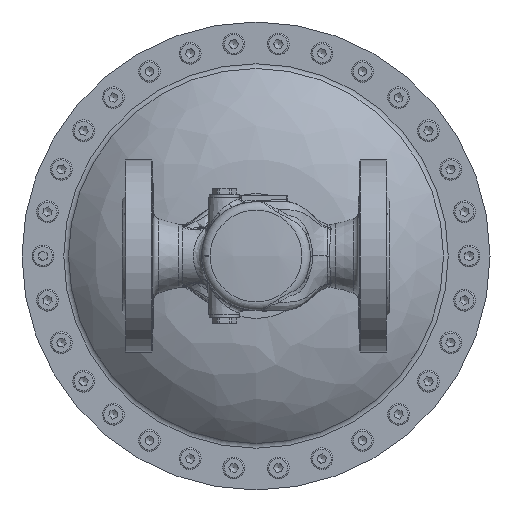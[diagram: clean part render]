
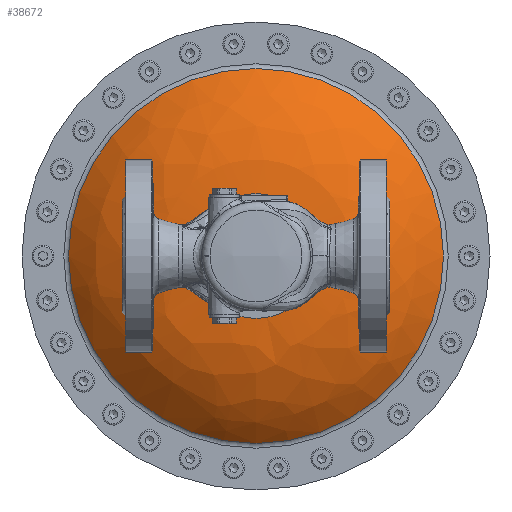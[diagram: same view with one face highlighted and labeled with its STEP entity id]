
A CAD part, front view. The second image highlights one B-rep face of the part: STEP entity #38672.
In plain terms, the highlighted free-form (B-spline) face has degree [2, 2] with [3, 9] control points.
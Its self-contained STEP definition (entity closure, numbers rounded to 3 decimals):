
#1011=(
BOUNDED_SURFACE()
B_SPLINE_SURFACE(2,2,((#81006,#81007,#81008,#81009,#81010,#81011,#81012,
#81013,#81014),(#81015,#81016,#81017,#81018,#81019,#81020,#81021,#81022,
#81023),(#81024,#81025,#81026,#81027,#81028,#81029,#81030,#81031,#81032)),
 .UNSPECIFIED.,.F.,.T.,.F.)
B_SPLINE_SURFACE_WITH_KNOTS((3,3),(3,2,2,2,3),(0.778,1.571),
(-3.142,-1.571,0.,1.571,3.142),
 .UNSPECIFIED.)
GEOMETRIC_REPRESENTATION_ITEM()
RATIONAL_B_SPLINE_SURFACE(((1.,0.707,1.,0.707,1.,
0.707,1.,0.707,1.),(0.922,0.652,
0.922,0.652,0.922,0.652,
0.922,0.652,0.922),(1.,0.707,
1.,0.707,1.,0.707,1.,0.707,1.)))
REPRESENTATION_ITEM('')
SURFACE()
);
#5038=FACE_OUTER_BOUND('',#7444,.T.);
#7444=EDGE_LOOP('',(#28975,#28976,#28977,#28978));
#9965=CIRCLE('',#41792,37.355);
#10030=CIRCLE('',#41890,112.151);
#10031=CIRCLE('',#41891,105.);
#16179=VERTEX_POINT('',#80811);
#16243=VERTEX_POINT('',#81003);
#20910=EDGE_CURVE('',#16179,#16179,#9965,.T.);
#21006=EDGE_CURVE('',#16243,#16243,#10030,.T.);
#21007=EDGE_CURVE('',#16179,#16243,#10031,.T.);
#28975=ORIENTED_EDGE('',*,*,#20910,.F.);
#28976=ORIENTED_EDGE('',*,*,#21007,.T.);
#28977=ORIENTED_EDGE('',*,*,#21006,.T.);
#28978=ORIENTED_EDGE('',*,*,#21007,.F.);
#38672=ADVANCED_FACE('',(#5038),#1011,.F.);
#41792=AXIS2_PLACEMENT_3D('',#80812,#48226,#48227);
#41890=AXIS2_PLACEMENT_3D('',#81005,#48453,#48454);
#41891=AXIS2_PLACEMENT_3D('',#81033,#48455,#48456);
#48226=DIRECTION('center_axis',(0.,-1.,0.));
#48227=DIRECTION('ref_axis',(-1.,0.,0.));
#48453=DIRECTION('center_axis',(0.,-1.,0.));
#48454=DIRECTION('ref_axis',(-1.,0.,0.));
#48455=DIRECTION('center_axis',(1.,0.,0.));
#48456=DIRECTION('ref_axis',(0.,0.,
-1.));
#80811=CARTESIAN_POINT('',(0.,69.5,-37.355));
#80812=CARTESIAN_POINT('Origin',(0.,69.5,0.));
#81003=CARTESIAN_POINT('',(0.,100.807,-112.151));
#81005=CARTESIAN_POINT('Origin',(0.,100.807,
0.));
#81006=CARTESIAN_POINT('Ctrl Pts',(0.,100.807,
-112.151));
#81007=CARTESIAN_POINT('Ctrl Pts',(112.151,100.807,-112.151));
#81008=CARTESIAN_POINT('Ctrl Pts',(112.151,100.807,0.));
#81009=CARTESIAN_POINT('Ctrl Pts',(112.151,100.807,112.151));
#81010=CARTESIAN_POINT('Ctrl Pts',(0.,100.807,
112.151));
#81011=CARTESIAN_POINT('Ctrl Pts',(-112.151,100.807,112.151));
#81012=CARTESIAN_POINT('Ctrl Pts',(-112.151,100.807,0.));
#81013=CARTESIAN_POINT('Ctrl Pts',(-112.151,100.807,-112.151));
#81014=CARTESIAN_POINT('Ctrl Pts',(0.,100.807,
-112.151));
#81015=CARTESIAN_POINT('Ctrl Pts',(0.,69.5,-81.305));
#81016=CARTESIAN_POINT('Ctrl Pts',(81.305,69.5,-81.305));
#81017=CARTESIAN_POINT('Ctrl Pts',(81.305,69.5,0.));
#81018=CARTESIAN_POINT('Ctrl Pts',(81.305,69.5,81.305));
#81019=CARTESIAN_POINT('Ctrl Pts',(0.,69.5,81.305));
#81020=CARTESIAN_POINT('Ctrl Pts',(-81.305,69.5,81.305));
#81021=CARTESIAN_POINT('Ctrl Pts',(-81.305,69.5,0.));
#81022=CARTESIAN_POINT('Ctrl Pts',(-81.305,69.5,-81.305));
#81023=CARTESIAN_POINT('Ctrl Pts',(0.,69.5,-81.305));
#81024=CARTESIAN_POINT('Ctrl Pts',(0.,69.5,-37.355));
#81025=CARTESIAN_POINT('Ctrl Pts',(37.355,69.5,-37.355));
#81026=CARTESIAN_POINT('Ctrl Pts',(37.355,69.5,0.));
#81027=CARTESIAN_POINT('Ctrl Pts',(37.355,69.5,37.355));
#81028=CARTESIAN_POINT('Ctrl Pts',(0.,69.5,37.355));
#81029=CARTESIAN_POINT('Ctrl Pts',(-37.355,69.5,37.355));
#81030=CARTESIAN_POINT('Ctrl Pts',(-37.355,69.5,0.));
#81031=CARTESIAN_POINT('Ctrl Pts',(-37.355,69.5,-37.355));
#81032=CARTESIAN_POINT('Ctrl Pts',(0.,69.5,-37.355));
#81033=CARTESIAN_POINT('Origin',(0.,174.5,-37.355));
